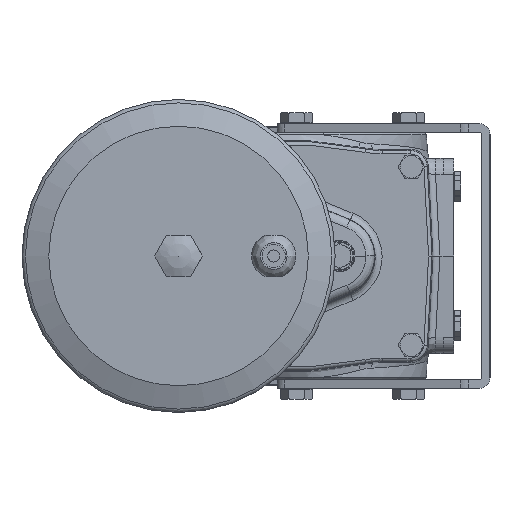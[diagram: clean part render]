
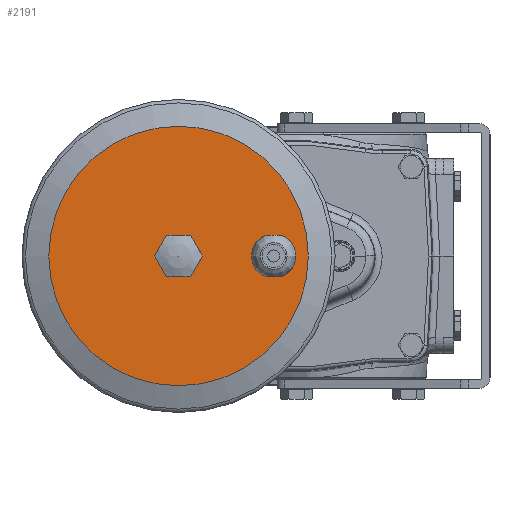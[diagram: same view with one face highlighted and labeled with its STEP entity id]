
A CAD part, left-side view. The second image highlights one B-rep face of the part: STEP entity #2191.
In plain terms, the highlighted planar face has unit normal (-1, 0, 0).
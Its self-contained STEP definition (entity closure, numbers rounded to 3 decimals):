
#2191 = ADVANCED_FACE( '', ( #4994, #4995, #4996 ), #4997, .T. );
#4994 = FACE_BOUND( '', #17061, .T. );
#4995 = FACE_OUTER_BOUND( '', #17062, .T. );
#4996 = FACE_BOUND( '', #17063, .T. );
#4997 = PLANE( '', #17064 );
#17061 = EDGE_LOOP( '', ( #27942, #27943, #27944, #27945 ) );
#17062 = EDGE_LOOP( '', ( #27946 ) );
#17063 = EDGE_LOOP( '', ( #27947, #27948, #27949, #27950, #27951, #27952 ) );
#17064 = AXIS2_PLACEMENT_3D( '', #27953, #27954, #27955 );
#27942 = ORIENTED_EDGE( '', *, *, #33260, .F. );
#27943 = ORIENTED_EDGE( '', *, *, #33261, .F. );
#27944 = ORIENTED_EDGE( '', *, *, #33262, .F. );
#27945 = ORIENTED_EDGE( '', *, *, #33263, .T. );
#27946 = ORIENTED_EDGE( '', *, *, #32904, .T. );
#27947 = ORIENTED_EDGE( '', *, *, #33066, .T. );
#27948 = ORIENTED_EDGE( '', *, *, #31923, .T. );
#27949 = ORIENTED_EDGE( '', *, *, #32777, .T. );
#27950 = ORIENTED_EDGE( '', *, *, #33264, .T. );
#27951 = ORIENTED_EDGE( '', *, *, #33265, .T. );
#27952 = ORIENTED_EDGE( '', *, *, #31152, .T. );
#27953 = CARTESIAN_POINT( '', ( -587., -7., 0. ) );
#27954 = DIRECTION( '', ( -1., 0., 0. ) );
#27955 = DIRECTION( '', ( 0., -1., 0. ) );
#31152 = EDGE_CURVE( '', #34236, #34240, #34242, .T. );
#31923 = EDGE_CURVE( '', #35530, #35532, #35534, .T. );
#32777 = EDGE_CURVE( '', #35532, #36786, #36788, .T. );
#32904 = EDGE_CURVE( '', #36956, #36956, #36957, .T. );
#33066 = EDGE_CURVE( '', #34240, #35530, #37178, .T. );
#33260 = EDGE_CURVE( '', #37424, #37425, #37426, .T. );
#33261 = EDGE_CURVE( '', #37427, #37424, #37428, .T. );
#33262 = EDGE_CURVE( '', #37429, #37427, #37430, .T. );
#33263 = EDGE_CURVE( '', #37429, #37425, #37431, .T. );
#33264 = EDGE_CURVE( '', #36786, #37432, #37433, .T. );
#33265 = EDGE_CURVE( '', #37432, #34236, #37434, .T. );
#34236 = VERTEX_POINT( '', #39024 );
#34240 = VERTEX_POINT( '', #39029 );
#34242 = LINE( '', #39032, #39033 );
#35530 = VERTEX_POINT( '', #42438 );
#35532 = VERTEX_POINT( '', #42441 );
#35534 = LINE( '', #42444, #42445 );
#36786 = VERTEX_POINT( '', #45779 );
#36788 = LINE( '', #45782, #45783 );
#36956 = VERTEX_POINT( '', #46244 );
#36957 = CIRCLE( '', #46245, 75. );
#37178 = LINE( '', #46850, #46851 );
#37424 = VERTEX_POINT( '', #47519 );
#37425 = VERTEX_POINT( '', #47520 );
#37426 = CIRCLE( '', #47521, 12.8 );
#37427 = VERTEX_POINT( '', #47522 );
#37428 = LINE( '', #47523, #47524 );
#37429 = VERTEX_POINT( '', #47525 );
#37430 = CIRCLE( '', #47526, 12.8 );
#37431 = LINE( '', #47527, #47528 );
#37432 = VERTEX_POINT( '', #47529 );
#37433 = LINE( '', #47530, #47531 );
#37434 = LINE( '', #47532, #47533 );
#39024 = CARTESIAN_POINT( '', ( -587., 61.072, -12. ) );
#39029 = CARTESIAN_POINT( '', ( -587., 74.928, -12. ) );
#39032 = CARTESIAN_POINT( '', ( -587., 61.072, -12. ) );
#39033 = VECTOR( '', #49882, 1000. );
#42438 = CARTESIAN_POINT( '', ( -587., 81.856, 0. ) );
#42441 = CARTESIAN_POINT( '', ( -587., 74.928, 12. ) );
#42444 = CARTESIAN_POINT( '', ( -587., 81.856, 0. ) );
#42445 = VECTOR( '', #50742, 1000. );
#45779 = CARTESIAN_POINT( '', ( -587., 61.072, 12. ) );
#45782 = CARTESIAN_POINT( '', ( -587., 74.928, 12. ) );
#45783 = VECTOR( '', #51650, 1000. );
#46244 = CARTESIAN_POINT( '', ( -587., -7., 0. ) );
#46245 = AXIS2_PLACEMENT_3D( '', #51773, #51774, #51775 );
#46850 = CARTESIAN_POINT( '', ( -587., 74.928, -12. ) );
#46851 = VECTOR( '', #51946, 1000. );
#47519 = CARTESIAN_POINT( '', ( -587., 17.454, 12. ) );
#47520 = CARTESIAN_POINT( '', ( -587., 17.454, -12. ) );
#47521 = AXIS2_PLACEMENT_3D( '', #52122, #52123, #52124 );
#47522 = CARTESIAN_POINT( '', ( -587., 8.546, 12. ) );
#47523 = CARTESIAN_POINT( '', ( -587., 8.546, 12. ) );
#47524 = VECTOR( '', #52125, 1000. );
#47525 = CARTESIAN_POINT( '', ( -587., 8.546, -12. ) );
#47526 = AXIS2_PLACEMENT_3D( '', #52126, #52127, #52128 );
#47527 = CARTESIAN_POINT( '', ( -587., 8.546, -12. ) );
#47528 = VECTOR( '', #52129, 1000. );
#47529 = CARTESIAN_POINT( '', ( -587., 54.144, 0. ) );
#47530 = CARTESIAN_POINT( '', ( -587., 61.072, 12. ) );
#47531 = VECTOR( '', #52130, 1000. );
#47532 = CARTESIAN_POINT( '', ( -587., 54.144, 0. ) );
#47533 = VECTOR( '', #52131, 1000. );
#49882 = DIRECTION( '', ( 0., 1., 0. ) );
#50742 = DIRECTION( '', ( 0., -0.5, 0.866 ) );
#51650 = DIRECTION( '', ( 0., -1., 0. ) );
#51773 = CARTESIAN_POINT( '', ( -587., 68., 0. ) );
#51774 = DIRECTION( '', ( -1., 0., 0. ) );
#51775 = DIRECTION( '', ( 0., -1., 0. ) );
#51946 = DIRECTION( '', ( 0., 0.5, 0.866 ) );
#52122 = CARTESIAN_POINT( '', ( -587., 13., 0. ) );
#52123 = DIRECTION( '', ( -1., 0., 0. ) );
#52124 = DIRECTION( '', ( 0., -1., 0. ) );
#52125 = DIRECTION( '', ( 0., 1., 0. ) );
#52126 = CARTESIAN_POINT( '', ( -587., 13., 0. ) );
#52127 = DIRECTION( '', ( -1., 0., 0. ) );
#52128 = DIRECTION( '', ( 0., -1., 0. ) );
#52129 = DIRECTION( '', ( 0., 1., 0. ) );
#52130 = DIRECTION( '', ( 0., -0.5, -0.866 ) );
#52131 = DIRECTION( '', ( 0., 0.5, -0.866 ) );
